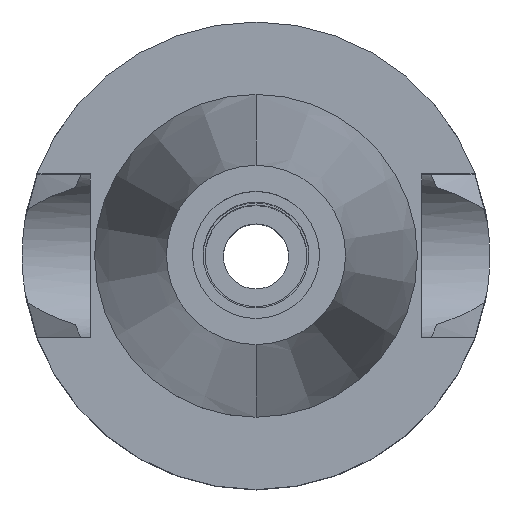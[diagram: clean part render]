
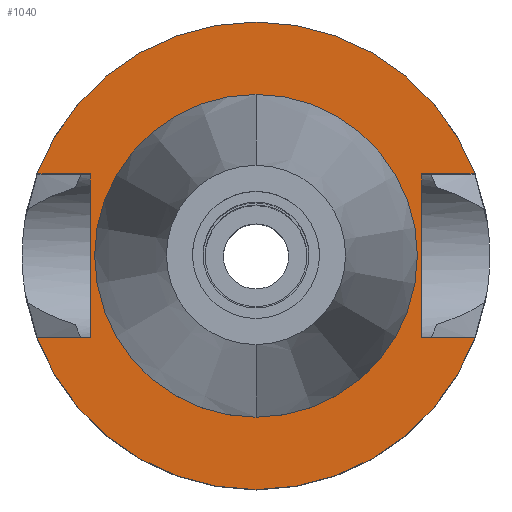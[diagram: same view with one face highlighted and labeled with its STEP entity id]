
A CAD part, top view. The second image highlights one B-rep face of the part: STEP entity #1040.
In plain terms, the highlighted planar face has unit normal (0, 0, 1).
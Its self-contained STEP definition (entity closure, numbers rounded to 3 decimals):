
#8 = CARTESIAN_POINT ( 'NONE',  ( 16.3, 8.05, -1. ) ) ;
#39 = VECTOR ( 'NONE', #1811, 1000. ) ;
#48 = ORIENTED_EDGE ( 'NONE', *, *, #866, .F. ) ;
#57 = CARTESIAN_POINT ( 'NONE',  ( 0., 0., -1. ) ) ;
#149 = EDGE_LOOP ( 'NONE', ( #2498, #1618 ) ) ;
#154 = FACE_OUTER_BOUND ( 'NONE', #2762, .T. ) ;
#168 = ORIENTED_EDGE ( 'NONE', *, *, #919, .F. ) ;
#176 = CARTESIAN_POINT ( 'NONE',  ( 0., 0., -1. ) ) ;
#182 = VECTOR ( 'NONE', #1515, 1000. ) ;
#216 = LINE ( 'NONE', #1155, #668 ) ;
#237 = VECTOR ( 'NONE', #2421, 1000. ) ;
#272 = CIRCLE ( 'NONE', #1062, 23. ) ;
#365 = AXIS2_PLACEMENT_3D ( 'NONE', #458, #1548, #594 ) ;
#431 = ORIENTED_EDGE ( 'NONE', *, *, #1891, .T. ) ;
#436 = EDGE_CURVE ( 'NONE', #2227, #1108, #216, .T. ) ;
#458 = CARTESIAN_POINT ( 'NONE',  ( 0., 0., -1. ) ) ;
#459 = VERTEX_POINT ( 'NONE', #740 ) ;
#510 = CARTESIAN_POINT ( 'NONE',  ( 0., 0., -1. ) ) ;
#514 = LINE ( 'NONE', #547, #676 ) ;
#547 = CARTESIAN_POINT ( 'NONE',  ( -16.3, -8.05, -1. ) ) ;
#560 = CIRCLE ( 'NONE', #1415, 23. ) ;
#583 = CARTESIAN_POINT ( 'NONE',  ( 16.3, 8.05, -1. ) ) ;
#587 = EDGE_CURVE ( 'NONE', #1120, #2227, #560, .T. ) ;
#594 = DIRECTION ( 'NONE',  ( 0., -1., 0. ) ) ;
#668 = VECTOR ( 'NONE', #1639, 1000. ) ;
#676 = VECTOR ( 'NONE', #2697, 1000. ) ;
#685 = VERTEX_POINT ( 'NONE', #1287 ) ;
#692 = VERTEX_POINT ( 'NONE', #829 ) ;
#716 = CARTESIAN_POINT ( 'NONE',  ( 21.545, -8.05, -1. ) ) ;
#740 = CARTESIAN_POINT ( 'NONE',  ( -16.3, 8.05, -1. ) ) ;
#829 = CARTESIAN_POINT ( 'NONE',  ( 0., -15.875, -1. ) ) ;
#840 = LINE ( 'NONE', #583, #182 ) ;
#866 = EDGE_CURVE ( 'NONE', #1610, #685, #272, .T. ) ;
#919 = EDGE_CURVE ( 'NONE', #1108, #459, #514, .T. ) ;
#938 = CIRCLE ( 'NONE', #1690, 15.875 ) ;
#941 = FACE_BOUND ( 'NONE', #149, .T. ) ;
#1014 = DIRECTION ( 'NONE',  ( -0.937, 0.35, 0. ) ) ;
#1040 = ADVANCED_FACE ( 'NONE', ( #154, #941 ), #2714, .F. ) ;
#1054 = ORIENTED_EDGE ( 'NONE', *, *, #587, .F. ) ;
#1062 = AXIS2_PLACEMENT_3D ( 'NONE', #57, #2208, #1014 ) ;
#1101 = CARTESIAN_POINT ( 'NONE',  ( 21.545, 8.05, -1. ) ) ;
#1108 = VERTEX_POINT ( 'NONE', #1562 ) ;
#1118 = DIRECTION ( 'NONE',  ( 0., 0., 1. ) ) ;
#1120 = VERTEX_POINT ( 'NONE', #2811 ) ;
#1134 = LINE ( 'NONE', #1101, #2216 ) ;
#1155 = CARTESIAN_POINT ( 'NONE',  ( -21.545, -8.05, -1. ) ) ;
#1287 = CARTESIAN_POINT ( 'NONE',  ( 21.545, 8.05, -1. ) ) ;
#1308 = EDGE_CURVE ( 'NONE', #1442, #1801, #840, .T. ) ;
#1415 = AXIS2_PLACEMENT_3D ( 'NONE', #1508, #2695, #2445 ) ;
#1442 = VERTEX_POINT ( 'NONE', #8 ) ;
#1443 = ORIENTED_EDGE ( 'NONE', *, *, #1308, .F. ) ;
#1454 = CARTESIAN_POINT ( 'NONE',  ( 16.3, -8.05, -1. ) ) ;
#1459 = DIRECTION ( 'NONE',  ( 0., -1., 0. ) ) ;
#1495 = EDGE_CURVE ( 'NONE', #692, #2020, #2608, .T. ) ;
#1508 = CARTESIAN_POINT ( 'NONE',  ( 0., 0., -1. ) ) ;
#1515 = DIRECTION ( 'NONE',  ( 0., -1., 0. ) ) ;
#1523 = AXIS2_PLACEMENT_3D ( 'NONE', #510, #2411, #1459 ) ;
#1548 = DIRECTION ( 'NONE',  ( 0., 0., -1. ) ) ;
#1562 = CARTESIAN_POINT ( 'NONE',  ( -16.3, -8.05, -1. ) ) ;
#1576 = ORIENTED_EDGE ( 'NONE', *, *, #2252, .F. ) ;
#1609 = CARTESIAN_POINT ( 'NONE',  ( -21.545, 8.05, -1. ) ) ;
#1610 = VERTEX_POINT ( 'NONE', #1983 ) ;
#1618 = ORIENTED_EDGE ( 'NONE', *, *, #1495, .F. ) ;
#1639 = DIRECTION ( 'NONE',  ( 1., 0., 0. ) ) ;
#1690 = AXIS2_PLACEMENT_3D ( 'NONE', #176, #1118, #1859 ) ;
#1778 = CARTESIAN_POINT ( 'NONE',  ( -21.545, -8.05, -1. ) ) ;
#1801 = VERTEX_POINT ( 'NONE', #1454 ) ;
#1811 = DIRECTION ( 'NONE',  ( 1., 0., 0. ) ) ;
#1859 = DIRECTION ( 'NONE',  ( 0., 1., 0. ) ) ;
#1891 = EDGE_CURVE ( 'NONE', #1120, #1801, #2840, .T. ) ;
#1983 = CARTESIAN_POINT ( 'NONE',  ( -21.545, 8.05, -1. ) ) ;
#2020 = VERTEX_POINT ( 'NONE', #2495 ) ;
#2084 = DIRECTION ( 'NONE',  ( -1., 0., 0. ) ) ;
#2088 = ORIENTED_EDGE ( 'NONE', *, *, #436, .F. ) ;
#2208 = DIRECTION ( 'NONE',  ( 0., 0., -1. ) ) ;
#2216 = VECTOR ( 'NONE', #2084, 1000. ) ;
#2227 = VERTEX_POINT ( 'NONE', #1778 ) ;
#2252 = EDGE_CURVE ( 'NONE', #685, #1442, #1134, .T. ) ;
#2324 = EDGE_CURVE ( 'NONE', #1610, #459, #2737, .T. ) ;
#2411 = DIRECTION ( 'NONE',  ( 0., 0., 1. ) ) ;
#2415 = EDGE_CURVE ( 'NONE', #2020, #692, #938, .T. ) ;
#2421 = DIRECTION ( 'NONE',  ( -1., 0., 0. ) ) ;
#2445 = DIRECTION ( 'NONE',  ( 0., -1., 0. ) ) ;
#2495 = CARTESIAN_POINT ( 'NONE',  ( 0., 15.875, -1. ) ) ;
#2498 = ORIENTED_EDGE ( 'NONE', *, *, #2415, .F. ) ;
#2608 = CIRCLE ( 'NONE', #1523, 15.875 ) ;
#2623 = ORIENTED_EDGE ( 'NONE', *, *, #2324, .T. ) ;
#2695 = DIRECTION ( 'NONE',  ( 0., 0., -1. ) ) ;
#2697 = DIRECTION ( 'NONE',  ( 0., 1., 0. ) ) ;
#2714 = PLANE ( 'NONE',  #365 ) ;
#2737 = LINE ( 'NONE', #1609, #39 ) ;
#2762 = EDGE_LOOP ( 'NONE', ( #2088, #1054, #431, #1443, #1576, #48, #2623, #168 ) ) ;
#2811 = CARTESIAN_POINT ( 'NONE',  ( 21.545, -8.05, -1. ) ) ;
#2840 = LINE ( 'NONE', #716, #237 ) ;
